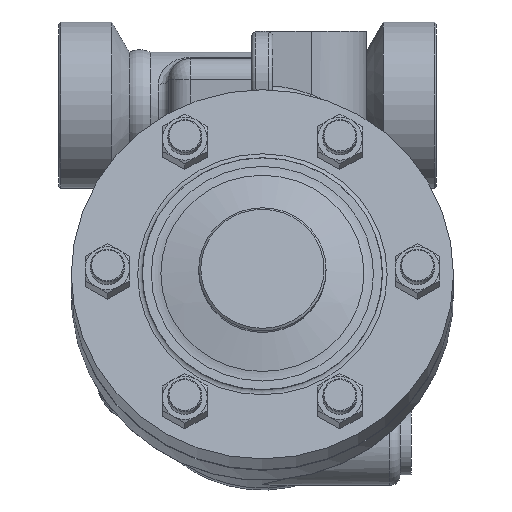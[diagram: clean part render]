
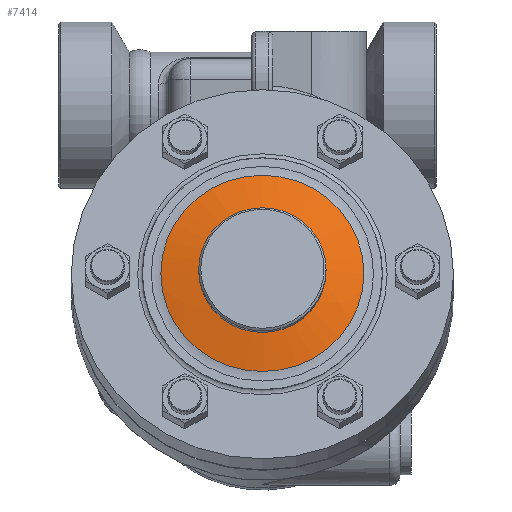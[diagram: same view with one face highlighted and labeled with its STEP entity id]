
A CAD part, left-side view. The second image highlights one B-rep face of the part: STEP entity #7414.
In plain terms, the highlighted spherical face has radius 160 mm.
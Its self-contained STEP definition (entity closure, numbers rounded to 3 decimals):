
#7363=CARTESIAN_POINT('',(-9.535,0.,52.065));
#7364=VERTEX_POINT('',#7363);
#7365=CARTESIAN_POINT('',(-21.913,0.0,5.871));
#7366=DIRECTION('',(0.966,0.0,-0.259));
#7367=DIRECTION('',(-0.259,0.,-0.966));
#7368=AXIS2_PLACEMENT_3D('',#7365,#7366,#7367);
#7369=CIRCLE('',#7368,47.823);
#7370=EDGE_CURVE('',#7364,#7364,#7369,.T.);
#7395=CARTESIAN_POINT('',(125.57,0.0,-33.646));
#7396=DIRECTION('',(0.0,0.0,1.0));
#7397=DIRECTION('',(1.0,0.0,0.0));
#7398=AXIS2_PLACEMENT_3D('',#7395,#7396,#7397);
#7399=SPHERICAL_SURFACE('',#7398,160.0);
#7400=CARTESIAN_POINT('',(-18.472,0.0,36.008));
#7401=VERTEX_POINT('',#7400);
#7402=CARTESIAN_POINT('',(-26.237,0.0,7.03));
#7403=DIRECTION('',(-0.966,0.0,0.259));
#7404=DIRECTION('',(0.259,0.0,0.966));
#7405=AXIS2_PLACEMENT_3D('',#7402,#7403,#7404);
#7406=CIRCLE('',#7405,30.);
#7407=EDGE_CURVE('',#7401,#7401,#7406,.T.);
#7408=ORIENTED_EDGE('',*,*,#7407,.F.);
#7409=EDGE_LOOP('',(#7408));
#7410=FACE_OUTER_BOUND('',#7409,.T.);
#7411=ORIENTED_EDGE('',*,*,#7370,.F.);
#7412=EDGE_LOOP('',(#7411));
#7413=FACE_BOUND('',#7412,.T.);
#7414=ADVANCED_FACE('',(#7410,#7413),#7399,.T.);
